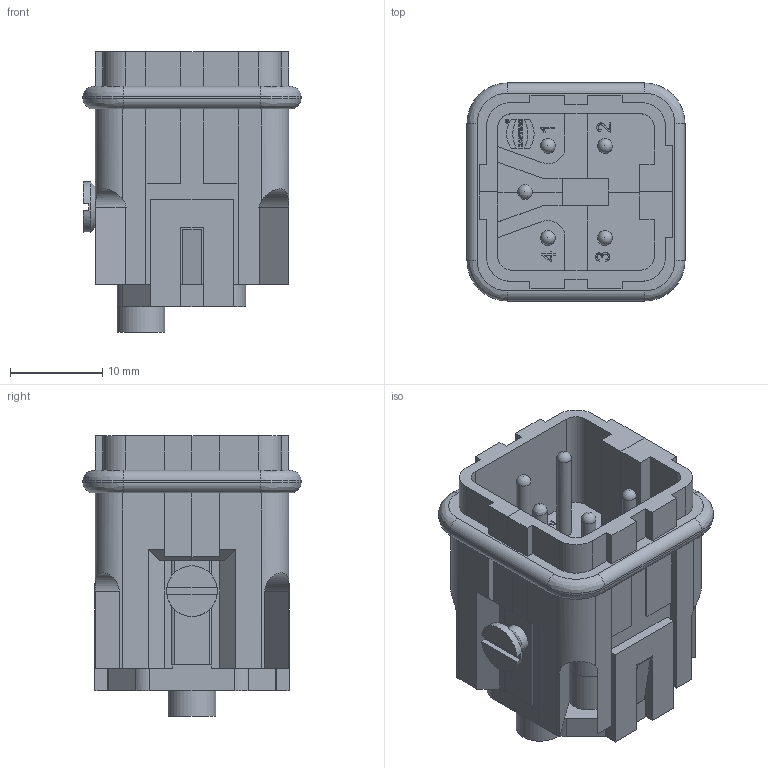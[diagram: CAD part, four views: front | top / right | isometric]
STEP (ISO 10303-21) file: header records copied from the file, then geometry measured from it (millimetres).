
FILE_DESCRIPTION(/* description */ (''),/* implementation_level */ '2;1');
FILE_NAME(/* name */ '100094801ugm000_c.stp',/* time_stamp */ '2019-09-02T08:19:26+02:00',/* author */ (''),/* organization */ (''),/* preprocessor_version */ 'ST-DEVELOPER v16.7',/* originating_system */ 'SIEMENS PLM Software NX 12.0',/* authorisation */ '');
FILE_SCHEMA (('AUTOMOTIVE_DESIGN { 1 0 10303 214 3 1 1 1 }'));
Length unit declared in the file: millimetre
Products named in the file (1): 100094801ugm000_c
Bounding box: 23.7 x 23.7 x 30.5 mm (x, y, z)
Volume: 6497.3 mm3; surface area: 5794.4 mm2
Topology: 1 solids, 1 shells, 564 faces, 1544 edges, 1020 vertices
Faces by surface type: plane 371, extrusion 100, cylinder 71, bspline 17, sphere 4, cone 1
Full cylindrical faces by diameter (mm): 0.342 x1, 0.404 x1, 1.58 x4, 1.6 x1, 2.7 x1, 2.75 x4, 3 x5, 3.19 x1, 5.2 x1, 5.5 x1
Entity records: 22615 total; most frequent: CARTESIAN_POINT 4661, ORIENTED_EDGE 3048, DIRECTION 2481, EDGE_CURVE 1524, VECTOR 1225, LINE 1125, VERTEX_POINT 1037, EDGE_LOOP 638
